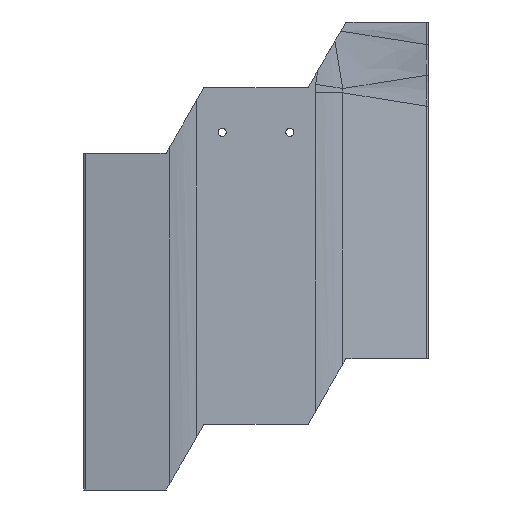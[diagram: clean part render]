
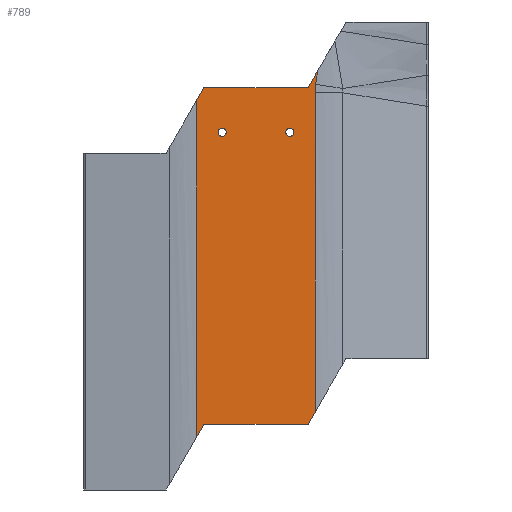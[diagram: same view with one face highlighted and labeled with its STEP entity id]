
A CAD part, front view. The second image highlights one B-rep face of the part: STEP entity #789.
In plain terms, the highlighted planar face has unit normal (0, -1, 0).
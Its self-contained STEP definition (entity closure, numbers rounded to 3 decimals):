
#33=FACE_BOUND('',#152,.T.);
#34=FACE_BOUND('',#153,.T.);
#59=B_SPLINE_CURVE_WITH_KNOTS('',3,(#1335,#1336,#1337,#1338),
 .UNSPECIFIED.,.F.,.F.,(4,4),(0.,0.513),
 .UNSPECIFIED.);
#60=B_SPLINE_CURVE_WITH_KNOTS('',3,(#1339,#1340,#1341,#1342),
 .UNSPECIFIED.,.F.,.F.,(4,4),(2.612,3.447),
 .UNSPECIFIED.);
#105=FACE_OUTER_BOUND('',#151,.T.);
#151=EDGE_LOOP('',(#607,#608,#609,#610,#611,#612,#613,#614,#615,#616));
#152=EDGE_LOOP('',(#617));
#153=EDGE_LOOP('',(#618));
#195=CIRCLE('',#875,2.5);
#196=CIRCLE('',#876,2.5);
#211=LINE('',#1091,#267);
#216=LINE('',#1104,#272);
#219=LINE('',#1110,#275);
#233=LINE('',#1153,#289);
#237=LINE('',#1163,#293);
#240=LINE('',#1169,#296);
#244=LINE('',#1304,#300);
#251=LINE('',#1343,#307);
#267=VECTOR('',#914,10.);
#272=VECTOR('',#925,10.);
#275=VECTOR('',#930,10.);
#289=VECTOR('',#964,10.);
#293=VECTOR('',#972,10.);
#296=VECTOR('',#977,10.);
#300=VECTOR('',#987,10.);
#307=VECTOR('',#1012,10.);
#325=VERTEX_POINT('',#1089);
#326=VERTEX_POINT('',#1090);
#331=VERTEX_POINT('',#1103);
#333=VERTEX_POINT('',#1109);
#351=VERTEX_POINT('',#1150);
#352=VERTEX_POINT('',#1152);
#356=VERTEX_POINT('',#1162);
#358=VERTEX_POINT('',#1168);
#370=VERTEX_POINT('',#1302);
#377=VERTEX_POINT('',#1334);
#378=VERTEX_POINT('',#1344);
#379=VERTEX_POINT('',#1346);
#401=EDGE_CURVE('',#325,#326,#211,.T.);
#408=EDGE_CURVE('',#331,#325,#216,.T.);
#411=EDGE_CURVE('',#333,#331,#219,.T.);
#432=EDGE_CURVE('',#352,#351,#233,.T.);
#437=EDGE_CURVE('',#356,#352,#237,.T.);
#440=EDGE_CURVE('',#358,#356,#240,.T.);
#455=EDGE_CURVE('',#370,#326,#244,.T.);
#467=EDGE_CURVE('',#377,#370,#59,.T.);
#468=EDGE_CURVE('',#358,#377,#60,.T.);
#469=EDGE_CURVE('',#333,#351,#251,.T.);
#470=EDGE_CURVE('',#378,#378,#195,.T.);
#471=EDGE_CURVE('',#379,#379,#196,.T.);
#607=ORIENTED_EDGE('',*,*,#411,.T.);
#608=ORIENTED_EDGE('',*,*,#408,.T.);
#609=ORIENTED_EDGE('',*,*,#401,.T.);
#610=ORIENTED_EDGE('',*,*,#455,.F.);
#611=ORIENTED_EDGE('',*,*,#467,.F.);
#612=ORIENTED_EDGE('',*,*,#468,.F.);
#613=ORIENTED_EDGE('',*,*,#440,.T.);
#614=ORIENTED_EDGE('',*,*,#437,.T.);
#615=ORIENTED_EDGE('',*,*,#432,.T.);
#616=ORIENTED_EDGE('',*,*,#469,.F.);
#617=ORIENTED_EDGE('',*,*,#470,.T.);
#618=ORIENTED_EDGE('',*,*,#471,.T.);
#767=PLANE('',#874);
#789=ADVANCED_FACE('',(#105,#33,#34),#767,.T.);
#874=AXIS2_PLACEMENT_3D('',#1333,#1010,#1011);
#875=AXIS2_PLACEMENT_3D('',#1345,#1013,#1014);
#876=AXIS2_PLACEMENT_3D('',#1347,#1015,#1016);
#914=DIRECTION('',(0.5,0.,0.866));
#925=DIRECTION('',(1.,0.,0.));
#930=DIRECTION('',(0.5,0.,0.866));
#964=DIRECTION('',(-0.5,0.,-0.866));
#972=DIRECTION('',(-1.,0.,0.));
#977=DIRECTION('',(-0.5,0.,-0.866));
#987=DIRECTION('',(0.,0.,-1.));
#1010=DIRECTION('center_axis',(0.,-1.,0.));
#1011=DIRECTION('ref_axis',(0.,0.,-1.));
#1012=DIRECTION('',(0.,0.,1.));
#1013=DIRECTION('center_axis',(0.,1.,0.));
#1014=DIRECTION('ref_axis',(-1.,0.,0.));
#1015=DIRECTION('center_axis',(0.,1.,0.));
#1016=DIRECTION('ref_axis',(-1.,0.,0.));
#1089=CARTESIAN_POINT('',(136.456,-2.,0.));
#1090=CARTESIAN_POINT('',(140.729,-2.,7.401));
#1091=CARTESIAN_POINT('',(163.393,-2.,46.656));
#1103=CARTESIAN_POINT('',(73.094,-2.,0.));
#1104=CARTESIAN_POINT('',(36.547,-2.,0.));
#1109=CARTESIAN_POINT('',(68.821,-2.,-7.401));
#1110=CARTESIAN_POINT('',(96.404,-2.,40.375));
#1150=CARTESIAN_POINT('',(68.821,-2.,197.599));
#1152=CARTESIAN_POINT('',(73.094,-2.,205.));
#1153=CARTESIAN_POINT('',(63.568,-2.,188.5));
#1162=CARTESIAN_POINT('',(136.456,-2.,205.));
#1163=CARTESIAN_POINT('',(68.228,-2.,205.));
#1168=CARTESIAN_POINT('',(142.383,-2.,215.265));
#1169=CARTESIAN_POINT('',(130.556,-2.,194.781));
#1302=CARTESIAN_POINT('',(140.729,-2.,201.905));
#1304=CARTESIAN_POINT('',(140.729,-2.,203.2));
#1333=CARTESIAN_POINT('Origin',(0.,-2.,203.2));
#1334=CARTESIAN_POINT('',(141.116,-2.,207.02));
#1335=CARTESIAN_POINT('Ctrl Pts',(141.116,-2.,207.02));
#1336=CARTESIAN_POINT('Ctrl Pts',(140.857,-2.,205.328));
#1337=CARTESIAN_POINT('Ctrl Pts',(140.729,-2.,203.616));
#1338=CARTESIAN_POINT('Ctrl Pts',(140.729,-2.,201.905));
#1339=CARTESIAN_POINT('Ctrl Pts',(142.383,-2.,215.265));
#1340=CARTESIAN_POINT('Ctrl Pts',(141.96,-2.,212.517));
#1341=CARTESIAN_POINT('Ctrl Pts',(141.537,-2.,209.768));
#1342=CARTESIAN_POINT('Ctrl Pts',(141.116,-2.,207.02));
#1343=CARTESIAN_POINT('',(68.821,-2.,203.2));
#1344=CARTESIAN_POINT('',(86.638,-2.,177.8));
#1345=CARTESIAN_POINT('Origin',(84.138,-2.,177.8));
#1346=CARTESIAN_POINT('',(127.913,-2.,177.8));
#1347=CARTESIAN_POINT('Origin',(125.413,-2.,177.8));
